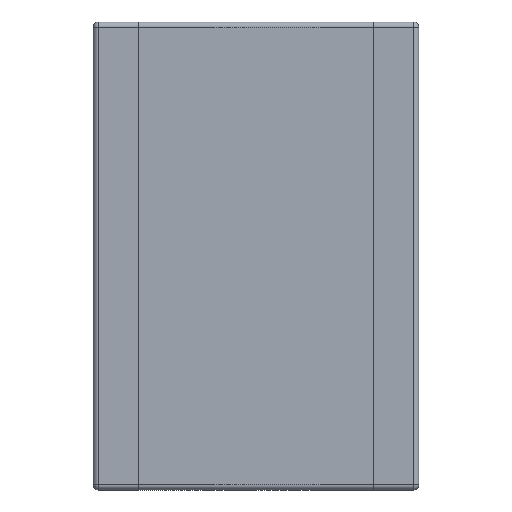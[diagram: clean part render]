
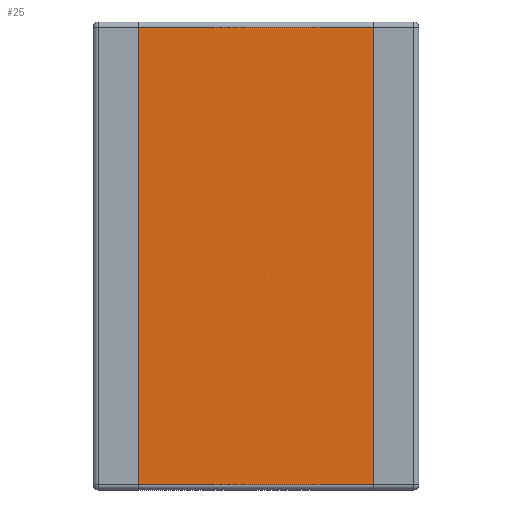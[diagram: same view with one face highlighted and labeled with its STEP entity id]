
A CAD part, front view. The second image highlights one B-rep face of the part: STEP entity #25.
In plain terms, the highlighted planar face has unit normal (0, -1, 0).
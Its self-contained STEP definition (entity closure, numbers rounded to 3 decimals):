
#17 = CARTESIAN_POINT ( 'NONE',  ( -1.15, 0., -2.3 ) ) ;
#25 = ADVANCED_FACE ( 'NONE', ( #863 ), #580, .T. ) ;
#35 = EDGE_LOOP ( 'NONE', ( #919, #448, #711, #187 ) ) ;
#47 = VERTEX_POINT ( 'NONE', #692 ) ;
#54 = CARTESIAN_POINT ( 'NONE',  ( 1.6, 0., -2.25 ) ) ;
#76 = VECTOR ( 'NONE', #841, 1000. ) ;
#132 = EDGE_CURVE ( 'NONE', #771, #247, #1085, .T. ) ;
#137 = DIRECTION ( 'NONE',  ( 0., 0., -1. ) ) ;
#187 = ORIENTED_EDGE ( 'NONE', *, *, #809, .T. ) ;
#211 = LINE ( 'NONE', #17, #76 ) ;
#218 = CARTESIAN_POINT ( 'NONE',  ( -1.6, 0., 2.25 ) ) ;
#247 = VERTEX_POINT ( 'NONE', #472 ) ;
#322 = VECTOR ( 'NONE', #884, 1000. ) ;
#398 = DIRECTION ( 'NONE',  ( -1., 0., 0. ) ) ;
#432 = EDGE_CURVE ( 'NONE', #47, #247, #664, .T. ) ;
#448 = ORIENTED_EDGE ( 'NONE', *, *, #132, .T. ) ;
#472 = CARTESIAN_POINT ( 'NONE',  ( 1.15, 0., -2.25 ) ) ;
#497 = DIRECTION ( 'NONE',  ( 0., -1., 0. ) ) ;
#580 = PLANE ( 'NONE',  #1052 ) ;
#613 = VERTEX_POINT ( 'NONE', #704 ) ;
#664 = LINE ( 'NONE', #1118, #778 ) ;
#674 = CARTESIAN_POINT ( 'NONE',  ( 1.6, 0., -2.3 ) ) ;
#692 = CARTESIAN_POINT ( 'NONE',  ( 1.15, 0., 2.25 ) ) ;
#704 = CARTESIAN_POINT ( 'NONE',  ( -1.15, 0., 2.25 ) ) ;
#711 = ORIENTED_EDGE ( 'NONE', *, *, #432, .F. ) ;
#728 = VECTOR ( 'NONE', #398, 1000. ) ;
#760 = DIRECTION ( 'NONE',  ( 0., 0., -1. ) ) ;
#762 = LINE ( 'NONE', #218, #728 ) ;
#771 = VERTEX_POINT ( 'NONE', #1011 ) ;
#778 = VECTOR ( 'NONE', #137, 1000. ) ;
#809 = EDGE_CURVE ( 'NONE', #47, #613, #762, .T. ) ;
#841 = DIRECTION ( 'NONE',  ( 0., 0., 1. ) ) ;
#863 = FACE_OUTER_BOUND ( 'NONE', #35, .T. ) ;
#884 = DIRECTION ( 'NONE',  ( 1., 0., 0. ) ) ;
#919 = ORIENTED_EDGE ( 'NONE', *, *, #1121, .F. ) ;
#1011 = CARTESIAN_POINT ( 'NONE',  ( -1.15, 0., -2.25 ) ) ;
#1052 = AXIS2_PLACEMENT_3D ( 'NONE', #674, #497, #760 ) ;
#1085 = LINE ( 'NONE', #54, #322 ) ;
#1118 = CARTESIAN_POINT ( 'NONE',  ( 1.15, 0., -2.3 ) ) ;
#1121 = EDGE_CURVE ( 'NONE', #771, #613, #211, .T. ) ;
